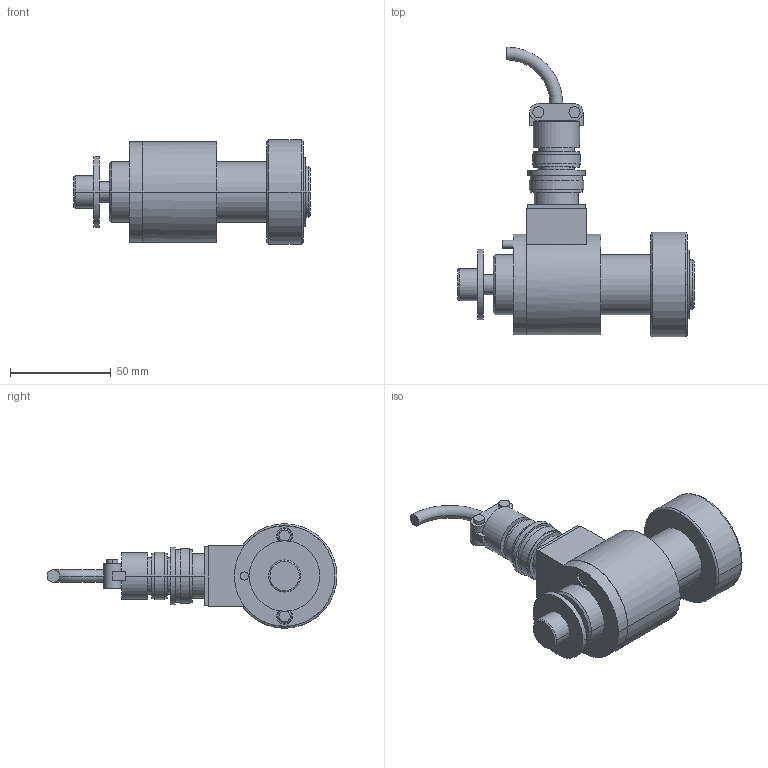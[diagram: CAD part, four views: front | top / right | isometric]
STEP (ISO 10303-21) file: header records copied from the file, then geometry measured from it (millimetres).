
FILE_DESCRIPTION((''),'2;1');
FILE_NAME('50083.stp','2007-01-30T12:11:29',(''),(''),'Mechanical Desktop 2007','Mechanical Desktop 2007',', , ');
FILE_SCHEMA(('CONFIG_CONTROL_DESIGN'));
Length unit declared in the file: millimetre
Products named in the file (21): Z50083; Z4763704; Z47451; TEIL1; L49026; TEIL1A; I-6KT_SCHRAUBE_M4X8A; I-6KT_SCHRAUBE_M4X8; SPANNSTIFT_4X12A; SPANNSTIFT_4X12; SICHERUNGSRING_A25; SICHERUNGSRING_A25A; FLANSCHDOSE_14S-2P 4-POLIG; FLANSCHDOSE_14S-2P_4-POLIG; PENDELKUGELLAGER_62205.2; RILLENKUGELLAGER_62205.2RSR; U-SCHEIBE_10_5_35X2_5; U-SCHEIBE_10_5_35X2_5A; I-6KT_SCHRAUBE_M10X20; I-6KT_SCHRAUBE_M10X20A; RM_SDB
Assembly tree (23 placements, depth 3):
  Z50083
    Z4763704
    Z47451
      TEIL1
    L49026
      TEIL1A
    I-6KT_SCHRAUBE_M4X8A  x2
      I-6KT_SCHRAUBE_M4X8
    SPANNSTIFT_4X12A
      SPANNSTIFT_4X12
    SICHERUNGSRING_A25
      SICHERUNGSRING_A25A
    FLANSCHDOSE_14S-2P 4-POLIG
      FLANSCHDOSE_14S-2P_4-POLIG
    PENDELKUGELLAGER_62205.2
      RILLENKUGELLAGER_62205.2RSR
    U-SCHEIBE_10_5_35X2_5
      U-SCHEIBE_10_5_35X2_5A
    I-6KT_SCHRAUBE_M10X20
      I-6KT_SCHRAUBE_M10X20A
    RM_SDB  x3
Bounding box: 117.5 x 144.15 x 52 mm (x, y, z)
Volume: 174843.9 mm3; surface area: 53545.1 mm2
Topology: 11 solids, 11 shells, 247 faces, 567 edges, 371 vertices
Faces by surface type: cylinder 132, plane 77, cone 22, torus 16
Entity records: 7500 total; most frequent: CARTESIAN_POINT 1401, DIRECTION 1365, ORIENTED_EDGE 1076, AXIS2_PLACEMENT_3D 582, EDGE_CURVE 538, VERTEX_POINT 356, CIRCLE 322, EDGE_LOOP 312
